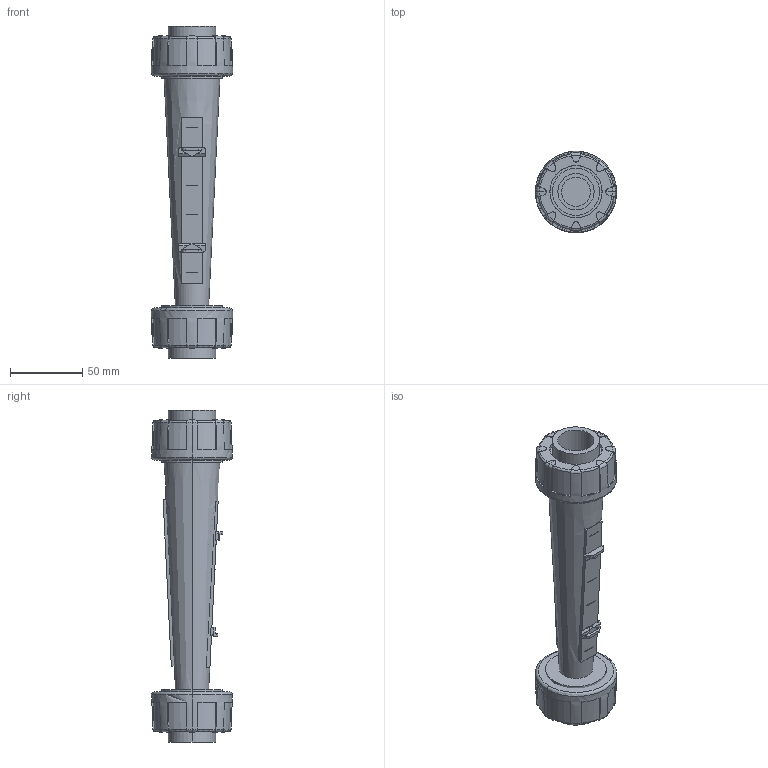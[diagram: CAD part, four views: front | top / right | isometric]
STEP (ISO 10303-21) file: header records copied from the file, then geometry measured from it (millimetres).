
FILE_DESCRIPTION(('STEP AP214'),'1');
FILE_NAME('cctmp_B4E4C7E7-C3B4-4FCE-9553-3A32067A68AE_2021_11_30_13_41_41_686..stp','2021-11-30T12:41:42',('ASV Stübbe GmbH & Co. KG'),('CADClick - www.CADClick.com'),'Spatial InterOp 3D',' ','unknown authorization');
FILE_SCHEMA(('AUTOMOTIVE_DESIGN'));
Length unit declared in the file: millimetre
Products named in the file (4): DFM 185-DN20-PVC-U Muffe DIN
Assembly tree (3 placements, depth 2):
  (unnamed)
    DFM 185-DN20-PVC-U Muffe DIN
    DFM 185-DN20-PVC-U Muffe DIN
    DFM 185-DN20-PVC-U Muffe DIN
Bounding box: 56 x 55.97 x 229 mm (x, y, z)
Volume: 190196.9 mm3; surface area: 71965.2 mm2
Topology: 7 solids, 7 shells, 305 faces, 852 edges, 518 vertices
Faces by surface type: plane 124, cylinder 95, torus 60, sphere 20, cone 6
Entity records: 13639 total; most frequent: CARTESIAN_POINT 3655, ORIENTED_EDGE 1576, DIRECTION 1538, EDGE_CURVE 788, AXIS2_PLACEMENT_3D 625, VERTEX_POINT 518, EDGE_LOOP 334, STYLED_ITEM 312
